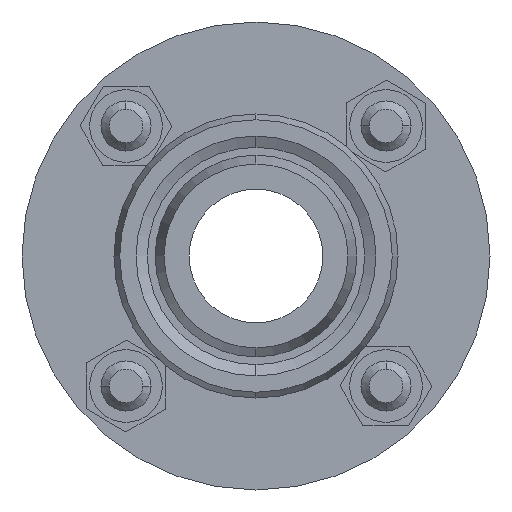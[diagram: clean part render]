
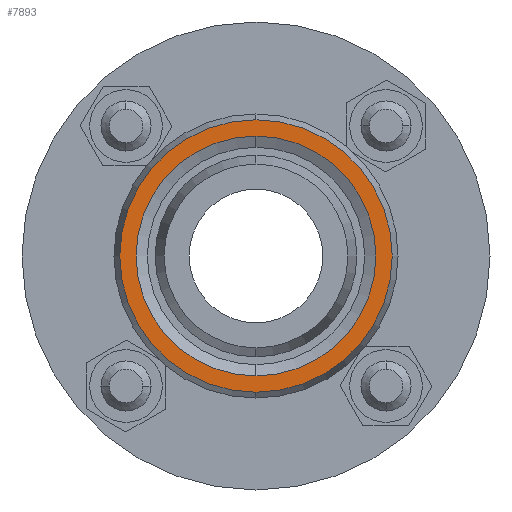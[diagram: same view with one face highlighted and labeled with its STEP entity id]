
A CAD part, left-side view. The second image highlights one B-rep face of the part: STEP entity #7893.
In plain terms, the highlighted planar face has unit normal (-1, 0, 0).
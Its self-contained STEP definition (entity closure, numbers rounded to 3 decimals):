
#176 = CARTESIAN_POINT ( 'NONE',  ( -74.5, 16.3, 0. ) ) ;
#388 = CARTESIAN_POINT ( 'NONE',  ( -74.5, 0., 0. ) ) ;
#421 = AXIS2_PLACEMENT_3D ( 'NONE', #15874, #4959, #6102 ) ;
#1552 = CIRCLE ( 'NONE', #12586, 16.3 ) ;
#1686 = FACE_BOUND ( 'NONE', #11173, .T. ) ;
#2097 = CIRCLE ( 'NONE', #4090, 14.35 ) ;
#2719 = DIRECTION ( 'NONE',  ( -1., 0., 0. ) ) ;
#4090 = AXIS2_PLACEMENT_3D ( 'NONE', #388, #11709, #16184 ) ;
#4428 = CARTESIAN_POINT ( 'NONE',  ( -74.5, 0., 0. ) ) ;
#4535 = CARTESIAN_POINT ( 'NONE',  ( -74.5, 0., 16.3 ) ) ;
#4959 = DIRECTION ( 'NONE',  ( -1., 0., 0. ) ) ;
#5046 = CARTESIAN_POINT ( 'NONE',  ( -74.5, 0., -16.3 ) ) ;
#5048 = FACE_OUTER_BOUND ( 'NONE', #12352, .T. ) ;
#5080 = EDGE_CURVE ( 'NONE', #6121, #10920, #13034, .T. ) ;
#5956 = DIRECTION ( 'NONE',  ( 0., 0., 1. ) ) ;
#6102 = DIRECTION ( 'NONE',  ( 0., 0., 1. ) ) ;
#6121 = VERTEX_POINT ( 'NONE', #4535 ) ;
#7893 = ADVANCED_FACE ( 'NONE', ( #1686, #5048 ), #12695, .F. ) ;
#8115 = DIRECTION ( 'NONE',  ( 0., 0., -1. ) ) ;
#8210 = DIRECTION ( 'NONE',  ( 1., 0., 0. ) ) ;
#8761 = CARTESIAN_POINT ( 'NONE',  ( -74.5, 0., -14.35 ) ) ;
#8940 = EDGE_CURVE ( 'NONE', #10920, #6121, #1552, .T. ) ;
#10826 = CIRCLE ( 'NONE', #421, 14.35 ) ;
#10920 = VERTEX_POINT ( 'NONE', #5046 ) ;
#11136 = VERTEX_POINT ( 'NONE', #13806 ) ;
#11173 = EDGE_LOOP ( 'NONE', ( #15260, #16395 ) ) ;
#11709 = DIRECTION ( 'NONE',  ( -1., 0., 0. ) ) ;
#12282 = EDGE_CURVE ( 'NONE', #11136, #18273, #2097, .T. ) ;
#12352 = EDGE_LOOP ( 'NONE', ( #19857, #19406 ) ) ;
#12586 = AXIS2_PLACEMENT_3D ( 'NONE', #17901, #2719, #16385 ) ;
#12695 = PLANE ( 'NONE',  #12913 ) ;
#12913 = AXIS2_PLACEMENT_3D ( 'NONE', #176, #8210, #8115 ) ;
#13034 = CIRCLE ( 'NONE', #15635, 16.3 ) ;
#13698 = DIRECTION ( 'NONE',  ( -1., 0., 0. ) ) ;
#13806 = CARTESIAN_POINT ( 'NONE',  ( -74.5, 0., 14.35 ) ) ;
#15260 = ORIENTED_EDGE ( 'NONE', *, *, #12282, .F. ) ;
#15635 = AXIS2_PLACEMENT_3D ( 'NONE', #4428, #13698, #5956 ) ;
#15874 = CARTESIAN_POINT ( 'NONE',  ( -74.5, 0., 0. ) ) ;
#16184 = DIRECTION ( 'NONE',  ( 0., 0., 1. ) ) ;
#16385 = DIRECTION ( 'NONE',  ( 0., 0., 1. ) ) ;
#16395 = ORIENTED_EDGE ( 'NONE', *, *, #18333, .F. ) ;
#17901 = CARTESIAN_POINT ( 'NONE',  ( -74.5, 0., 0. ) ) ;
#18273 = VERTEX_POINT ( 'NONE', #8761 ) ;
#18333 = EDGE_CURVE ( 'NONE', #18273, #11136, #10826, .T. ) ;
#19406 = ORIENTED_EDGE ( 'NONE', *, *, #5080, .T. ) ;
#19857 = ORIENTED_EDGE ( 'NONE', *, *, #8940, .T. ) ;
